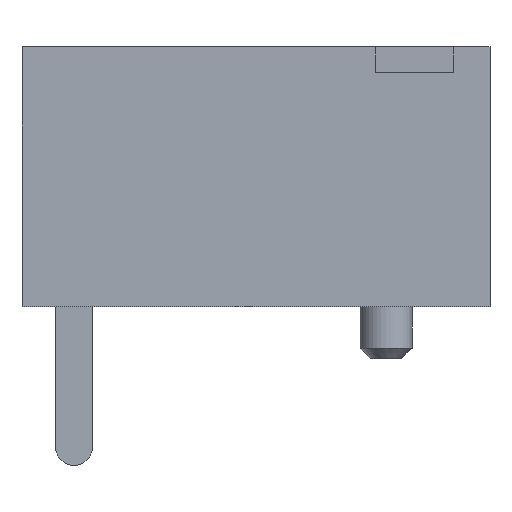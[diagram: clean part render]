
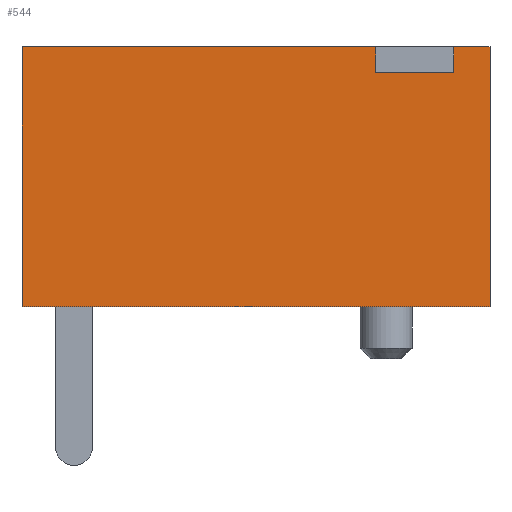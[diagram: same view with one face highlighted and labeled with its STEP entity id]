
A CAD part, left-side view. The second image highlights one B-rep face of the part: STEP entity #544.
In plain terms, the highlighted planar face has unit normal (-1, 0, 0).
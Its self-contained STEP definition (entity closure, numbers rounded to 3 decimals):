
#544 = ADVANCED_FACE( '', ( #1147 ), #1148, .T. );
#1147 = FACE_OUTER_BOUND( '', #1862, .T. );
#1148 = PLANE( '', #1863 );
#1862 = EDGE_LOOP( '', ( #3020, #3021, #3022, #3023, #3024, #3025, #3026, #3027 ) );
#1863 = AXIS2_PLACEMENT_3D( '', #3028, #3029, #3030 );
#3020 = ORIENTED_EDGE( '', *, *, #4771, .T. );
#3021 = ORIENTED_EDGE( '', *, *, #4683, .T. );
#3022 = ORIENTED_EDGE( '', *, *, #4884, .F. );
#3023 = ORIENTED_EDGE( '', *, *, #4577, .F. );
#3024 = ORIENTED_EDGE( '', *, *, #4863, .T. );
#3025 = ORIENTED_EDGE( '', *, *, #4775, .T. );
#3026 = ORIENTED_EDGE( '', *, *, #4885, .F. );
#3027 = ORIENTED_EDGE( '', *, *, #4838, .F. );
#3028 = CARTESIAN_POINT( '', ( -3.15, -4.5, -2.5 ) );
#3029 = DIRECTION( '', ( -1., 0., 0. ) );
#3030 = DIRECTION( '', ( 0., 0., 1. ) );
#4577 = EDGE_CURVE( '', #5502, #5498, #5504, .T. );
#4683 = EDGE_CURVE( '', #5689, #5687, #5690, .T. );
#4771 = EDGE_CURVE( '', #5831, #5689, #5832, .T. );
#4775 = EDGE_CURVE( '', #5837, #5835, #5838, .T. );
#4838 = EDGE_CURVE( '', #5831, #5938, #5940, .T. );
#4863 = EDGE_CURVE( '', #5502, #5837, #5977, .T. );
#4884 = EDGE_CURVE( '', #5498, #5687, #6007, .T. );
#4885 = EDGE_CURVE( '', #5938, #5835, #6008, .T. );
#5498 = VERTEX_POINT( '', #6827 );
#5502 = VERTEX_POINT( '', #6833 );
#5504 = LINE( '', #6836, #6837 );
#5687 = VERTEX_POINT( '', #7108 );
#5689 = VERTEX_POINT( '', #7111 );
#5690 = LINE( '', #7112, #7113 );
#5831 = VERTEX_POINT( '', #7310 );
#5832 = LINE( '', #7311, #7312 );
#5835 = VERTEX_POINT( '', #7316 );
#5837 = VERTEX_POINT( '', #7319 );
#5838 = LINE( '', #7320, #7321 );
#5938 = VERTEX_POINT( '', #7461 );
#5940 = LINE( '', #7464, #7465 );
#5977 = LINE( '', #7515, #7516 );
#6007 = LINE( '', #7559, #7560 );
#6008 = LINE( '', #7561, #7562 );
#6827 = CARTESIAN_POINT( '', ( -3.15, 4.5, -2.5 ) );
#6833 = CARTESIAN_POINT( '', ( -3.15, -4.5, -2.5 ) );
#6836 = CARTESIAN_POINT( '', ( -3.15, -4.5, -2.5 ) );
#6837 = VECTOR( '', #8497, 1000. );
#7108 = CARTESIAN_POINT( '', ( -3.15, 4.5, 2.5 ) );
#7111 = CARTESIAN_POINT( '', ( -3.15, -2.3, 2.5 ) );
#7112 = CARTESIAN_POINT( '', ( -3.15, -4.5, 2.5 ) );
#7113 = VECTOR( '', #8611, 1000. );
#7310 = CARTESIAN_POINT( '', ( -3.15, -2.3, 2. ) );
#7311 = CARTESIAN_POINT( '', ( -3.15, -2.3, 2. ) );
#7312 = VECTOR( '', #8707, 1000. );
#7316 = CARTESIAN_POINT( '', ( -3.15, -3.8, 2.5 ) );
#7319 = CARTESIAN_POINT( '', ( -3.15, -4.5, 2.5 ) );
#7320 = CARTESIAN_POINT( '', ( -3.15, -4.5, 2.5 ) );
#7321 = VECTOR( '', #8710, 1000. );
#7461 = CARTESIAN_POINT( '', ( -3.15, -3.8, 2. ) );
#7464 = CARTESIAN_POINT( '', ( -3.15, -2.3, 2. ) );
#7465 = VECTOR( '', #8779, 1000. );
#7515 = CARTESIAN_POINT( '', ( -3.15, -4.5, -2.5 ) );
#7516 = VECTOR( '', #8808, 1000. );
#7559 = CARTESIAN_POINT( '', ( -3.15, 4.5, -2.5 ) );
#7560 = VECTOR( '', #8828, 1000. );
#7561 = CARTESIAN_POINT( '', ( -3.15, -3.8, 2. ) );
#7562 = VECTOR( '', #8829, 1000. );
#8497 = DIRECTION( '', ( 0., 1., 0. ) );
#8611 = DIRECTION( '', ( 0., 1., 0. ) );
#8707 = DIRECTION( '', ( 0., 0., 1. ) );
#8710 = DIRECTION( '', ( 0., 1., 0. ) );
#8779 = DIRECTION( '', ( 0., -1., 0. ) );
#8808 = DIRECTION( '', ( 0., 0., 1. ) );
#8828 = DIRECTION( '', ( 0., 0., 1. ) );
#8829 = DIRECTION( '', ( 0., 0., 1. ) );
